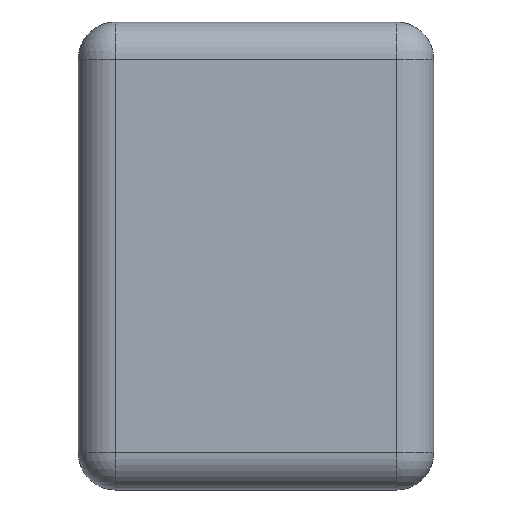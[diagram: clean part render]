
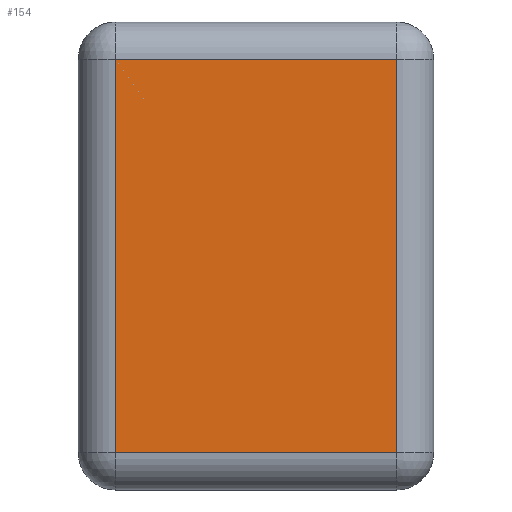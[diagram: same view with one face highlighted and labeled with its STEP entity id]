
A CAD part, left-side view. The second image highlights one B-rep face of the part: STEP entity #154.
In plain terms, the highlighted planar face has unit normal (-1, 0, 0).
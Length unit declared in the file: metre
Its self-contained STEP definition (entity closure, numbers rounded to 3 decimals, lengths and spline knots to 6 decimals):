
#154 = ADVANCED_FACE( '', ( #308 ), #309, .T. );
#308 = FACE_OUTER_BOUND( '', #463, .T. );
#309 = PLANE( '', #464 );
#463 = EDGE_LOOP( '', ( #794, #795, #796, #797 ) );
#464 = AXIS2_PLACEMENT_3D( '', #798, #799, #800 );
#794 = ORIENTED_EDGE( '', *, *, #983, .T. );
#795 = ORIENTED_EDGE( '', *, *, #912, .T. );
#796 = ORIENTED_EDGE( '', *, *, #927, .T. );
#797 = ORIENTED_EDGE( '', *, *, #972, .T. );
#798 = CARTESIAN_POINT( '', ( -0.0005, 0., -0.00125 ) );
#799 = DIRECTION( '', ( -1., 0., 0. ) );
#800 = DIRECTION( '', ( 0., 0., 1. ) );
#912 = EDGE_CURVE( '', #1083, #1087, #1089, .T. );
#927 = EDGE_CURVE( '', #1087, #1062, #1107, .T. );
#972 = EDGE_CURVE( '', #1062, #1053, #1168, .T. );
#983 = EDGE_CURVE( '', #1053, #1083, #1180, .T. );
#1053 = VERTEX_POINT( '', #1263 );
#1062 = VERTEX_POINT( '', #1272 );
#1083 = VERTEX_POINT( '', #1297 );
#1087 = VERTEX_POINT( '', #1302 );
#1089 = LINE( '', #1304, #1305 );
#1107 = LINE( '', #1331, #1332 );
#1168 = LINE( '', #1414, #1415 );
#1180 = LINE( '', #1428, #1429 );
#1263 = CARTESIAN_POINT( '', ( -0.0005, 0.0001, -0.0001 ) );
#1272 = CARTESIAN_POINT( '', ( -0.0005, 0.0001, -0.00115 ) );
#1297 = CARTESIAN_POINT( '', ( -0.0005, 0.00085, -0.0001 ) );
#1302 = CARTESIAN_POINT( '', ( -0.0005, 0.00085, -0.00115 ) );
#1304 = CARTESIAN_POINT( '', ( -0.0005, 0.00085, -0.00125 ) );
#1305 = VECTOR( '', #1537, 1. );
#1331 = CARTESIAN_POINT( '', ( -0.0005, 0., -0.00115 ) );
#1332 = VECTOR( '', #1552, 1. );
#1414 = CARTESIAN_POINT( '', ( -0.0005, 0.0001, 0. ) );
#1415 = VECTOR( '', #1604, 1. );
#1428 = CARTESIAN_POINT( '', ( -0.0005, 0.00095, -0.0001 ) );
#1429 = VECTOR( '', #1618, 1. );
#1537 = DIRECTION( '', ( 0., 0., -1. ) );
#1552 = DIRECTION( '', ( 0., -1., 0. ) );
#1604 = DIRECTION( '', ( 0., 0., 1. ) );
#1618 = DIRECTION( '', ( 0., 1., 0. ) );
